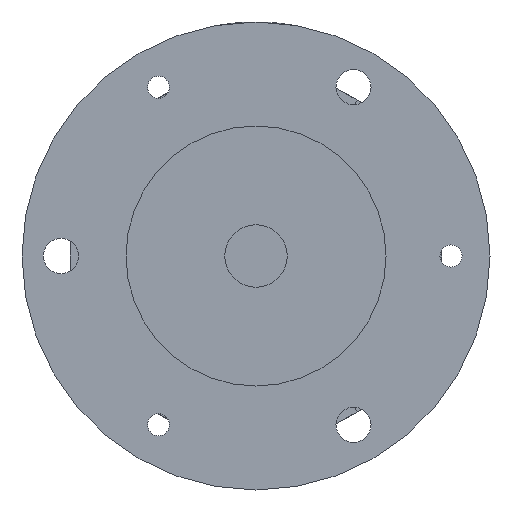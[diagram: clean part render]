
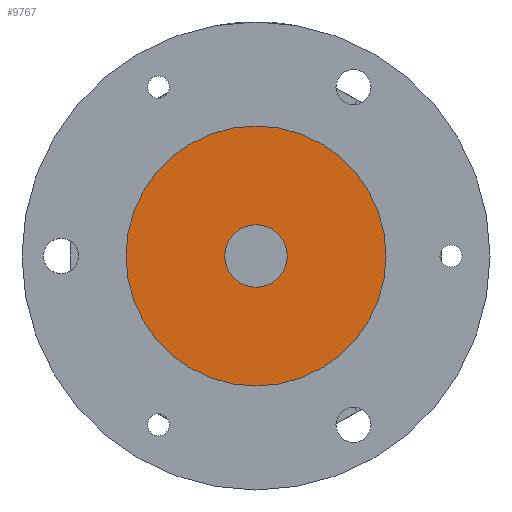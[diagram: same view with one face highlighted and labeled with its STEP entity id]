
A CAD part, left-side view. The second image highlights one B-rep face of the part: STEP entity #9767.
In plain terms, the highlighted planar face has unit normal (-1, 0, 0).
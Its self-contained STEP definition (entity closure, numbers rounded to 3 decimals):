
#466 = CARTESIAN_POINT ( 'NONE',  ( 6., 0., 12. ) ) ;
#1260 = ORIENTED_EDGE ( 'NONE', *, *, #2090, .F. ) ;
#1442 = DIRECTION ( 'NONE',  ( -1., 0., 0. ) ) ;
#1666 = AXIS2_PLACEMENT_3D ( 'NONE', #8006, #4078, #6381 ) ;
#1756 = AXIS2_PLACEMENT_3D ( 'NONE', #9150, #7551, #1763 ) ;
#1758 = DIRECTION ( 'NONE',  ( 0., 0., -1. ) ) ;
#1763 = DIRECTION ( 'NONE',  ( 0., 0., 1. ) ) ;
#1868 = FACE_OUTER_BOUND ( 'NONE', #5925, .T. ) ;
#1924 = VERTEX_POINT ( 'NONE', #466 ) ;
#2090 = EDGE_CURVE ( 'NONE', #1924, #5939, #7452, .T. ) ;
#2589 = DIRECTION ( 'NONE',  ( 0., 0., 1. ) ) ;
#2753 = CARTESIAN_POINT ( 'NONE',  ( 6., 0., 0. ) ) ;
#2905 = VERTEX_POINT ( 'NONE', #4418 ) ;
#3228 = EDGE_CURVE ( 'NONE', #2905, #7827, #4203, .T. ) ;
#3229 = ORIENTED_EDGE ( 'NONE', *, *, #6425, .T. ) ;
#3235 = CARTESIAN_POINT ( 'NONE',  ( 6., 0., 0. ) ) ;
#3318 = CARTESIAN_POINT ( 'NONE',  ( 6., 0., 0. ) ) ;
#4078 = DIRECTION ( 'NONE',  ( -1., 0., 0. ) ) ;
#4203 = CIRCLE ( 'NONE', #10225, 50. ) ;
#4418 = CARTESIAN_POINT ( 'NONE',  ( 6., 0., -50. ) ) ;
#5158 = PLANE ( 'NONE',  #8198 ) ;
#5484 = ORIENTED_EDGE ( 'NONE', *, *, #3228, .T. ) ;
#5925 = EDGE_LOOP ( 'NONE', ( #3229, #5484 ) ) ;
#5939 = VERTEX_POINT ( 'NONE', #7950 ) ;
#6381 = DIRECTION ( 'NONE',  ( 0., 0., 1. ) ) ;
#6425 = EDGE_CURVE ( 'NONE', #7827, #2905, #9376, .T. ) ;
#7056 = EDGE_LOOP ( 'NONE', ( #1260, #9836 ) ) ;
#7452 = CIRCLE ( 'NONE', #1756, 12. ) ;
#7551 = DIRECTION ( 'NONE',  ( -1., 0., 0. ) ) ;
#7827 = VERTEX_POINT ( 'NONE', #9159 ) ;
#7950 = CARTESIAN_POINT ( 'NONE',  ( 6., 0., -12. ) ) ;
#8006 = CARTESIAN_POINT ( 'NONE',  ( 6., 0., 0. ) ) ;
#8198 = AXIS2_PLACEMENT_3D ( 'NONE', #3318, #9905, #1758 ) ;
#8891 = DIRECTION ( 'NONE',  ( 0., 0., 1. ) ) ;
#9150 = CARTESIAN_POINT ( 'NONE',  ( 6., 0., 0. ) ) ;
#9159 = CARTESIAN_POINT ( 'NONE',  ( 6., 0., 50. ) ) ;
#9258 = FACE_BOUND ( 'NONE', #7056, .T. ) ;
#9376 = CIRCLE ( 'NONE', #9709, 50. ) ;
#9709 = AXIS2_PLACEMENT_3D ( 'NONE', #3235, #1442, #8891 ) ;
#9767 = ADVANCED_FACE ( 'NONE', ( #9258, #1868 ), #5158, .F. ) ;
#9836 = ORIENTED_EDGE ( 'NONE', *, *, #10529, .F. ) ;
#9905 = DIRECTION ( 'NONE',  ( 1., 0., 0. ) ) ;
#10085 = DIRECTION ( 'NONE',  ( -1., 0., 0. ) ) ;
#10110 = CIRCLE ( 'NONE', #1666, 12. ) ;
#10225 = AXIS2_PLACEMENT_3D ( 'NONE', #2753, #10085, #2589 ) ;
#10529 = EDGE_CURVE ( 'NONE', #5939, #1924, #10110, .T. ) ;
